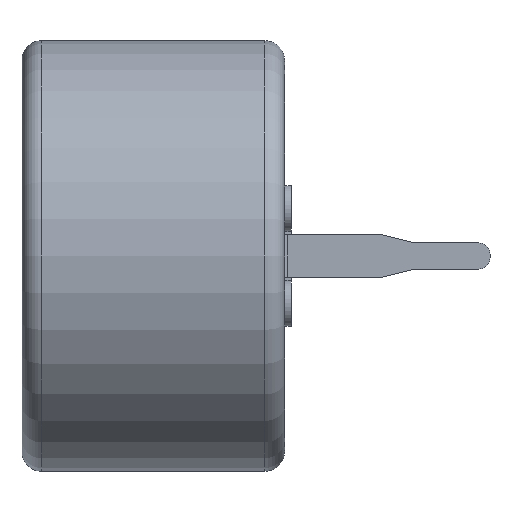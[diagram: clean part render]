
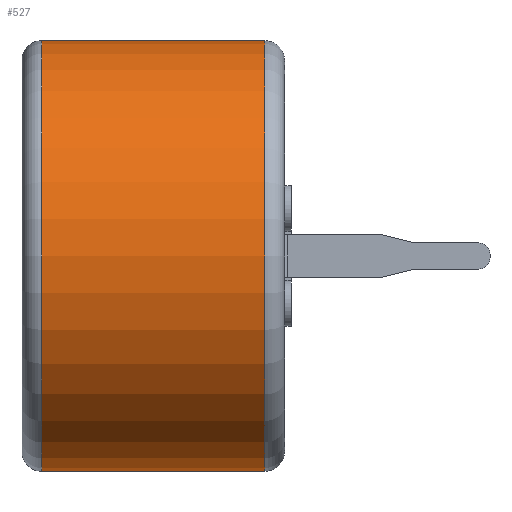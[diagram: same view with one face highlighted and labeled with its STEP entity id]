
A CAD part, left-side view. The second image highlights one B-rep face of the part: STEP entity #527.
In plain terms, the highlighted cylindrical face has radius 6.6 mm (diameter 13.2 mm), a partial arc.
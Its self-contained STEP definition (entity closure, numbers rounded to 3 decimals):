
#85 = AXIS2_PLACEMENT_3D ( 'NONE', #2330, #360, #257 ) ;
#86 = DIRECTION ( 'NONE',  ( 0., -1., 0. ) ) ;
#257 = DIRECTION ( 'NONE',  ( 0., 0., -1. ) ) ;
#323 = ORIENTED_EDGE ( 'NONE', *, *, #2215, .F. ) ;
#360 = DIRECTION ( 'NONE',  ( 0., -1., 0. ) ) ;
#459 = CARTESIAN_POINT ( 'NONE',  ( 0., -4.7, -6.6 ) ) ;
#499 = AXIS2_PLACEMENT_3D ( 'NONE', #1190, #2671, #1390 ) ;
#527 = ADVANCED_FACE ( 'NONE', ( #2063 ), #1869, .T. ) ;
#595 = AXIS2_PLACEMENT_3D ( 'NONE', #2347, #1078, #2567 ) ;
#646 = ORIENTED_EDGE ( 'NONE', *, *, #1736, .T. ) ;
#670 = DIRECTION ( 'NONE',  ( 0., -1., 0. ) ) ;
#884 = CARTESIAN_POINT ( 'NONE',  ( 0., -0.271, -6.6 ) ) ;
#1053 = VERTEX_POINT ( 'NONE', #459 ) ;
#1078 = DIRECTION ( 'NONE',  ( 0., 1., 0. ) ) ;
#1082 = VECTOR ( 'NONE', #670, 1000. ) ;
#1190 = CARTESIAN_POINT ( 'NONE',  ( 0., 2.15, 0. ) ) ;
#1259 = EDGE_LOOP ( 'NONE', ( #323, #646, #2451, #2377 ) ) ;
#1370 = VERTEX_POINT ( 'NONE', #2604 ) ;
#1390 = DIRECTION ( 'NONE',  ( 0., 0., 1. ) ) ;
#1654 = VERTEX_POINT ( 'NONE', #1818 ) ;
#1736 = EDGE_CURVE ( 'NONE', #2554, #1654, #1814, .T. ) ;
#1814 = CIRCLE ( 'NONE', #499, 6.6 ) ;
#1818 = CARTESIAN_POINT ( 'NONE',  ( 0., 2.15, -6.6 ) ) ;
#1869 = CYLINDRICAL_SURFACE ( 'NONE', #85, 6.6 ) ;
#1961 = CARTESIAN_POINT ( 'NONE',  ( 0., 2.15, 6.6 ) ) ;
#1994 = VECTOR ( 'NONE', #86, 1000. ) ;
#2063 = FACE_OUTER_BOUND ( 'NONE', #1259, .T. ) ;
#2113 = CARTESIAN_POINT ( 'NONE',  ( 0., -0.271, 6.6 ) ) ;
#2125 = CIRCLE ( 'NONE', #595, 6.6 ) ;
#2200 = LINE ( 'NONE', #2113, #1082 ) ;
#2215 = EDGE_CURVE ( 'NONE', #2554, #1370, #2200, .T. ) ;
#2234 = EDGE_CURVE ( 'NONE', #1053, #1370, #2125, .T. ) ;
#2269 = EDGE_CURVE ( 'NONE', #1654, #1053, #2579, .T. ) ;
#2330 = CARTESIAN_POINT ( 'NONE',  ( 0., -0.271, 0. ) ) ;
#2347 = CARTESIAN_POINT ( 'NONE',  ( 0., -4.7, 0. ) ) ;
#2377 = ORIENTED_EDGE ( 'NONE', *, *, #2234, .T. ) ;
#2451 = ORIENTED_EDGE ( 'NONE', *, *, #2269, .T. ) ;
#2554 = VERTEX_POINT ( 'NONE', #1961 ) ;
#2567 = DIRECTION ( 'NONE',  ( 0., 0., -1. ) ) ;
#2579 = LINE ( 'NONE', #884, #1994 ) ;
#2604 = CARTESIAN_POINT ( 'NONE',  ( 0., -4.7, 6.6 ) ) ;
#2671 = DIRECTION ( 'NONE',  ( 0., -1., 0. ) ) ;
